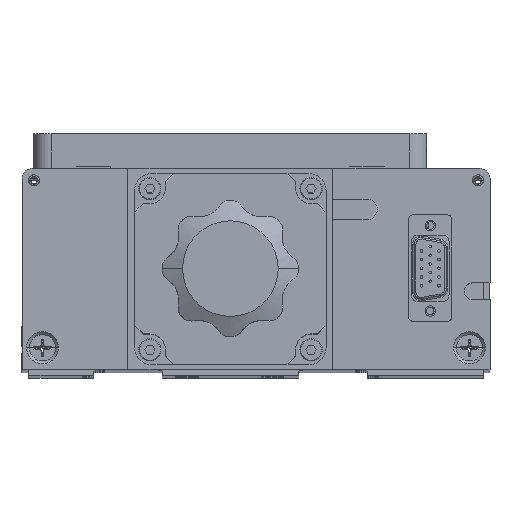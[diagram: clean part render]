
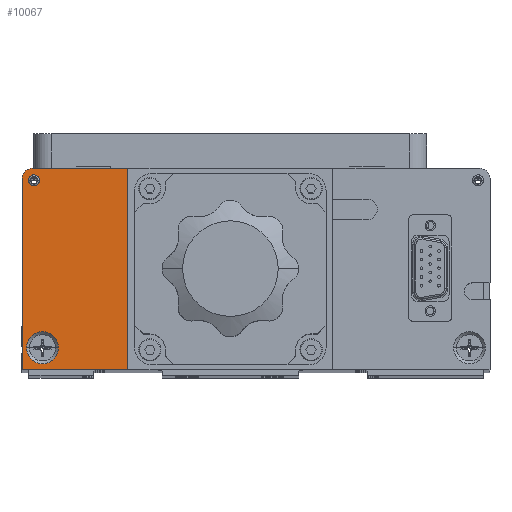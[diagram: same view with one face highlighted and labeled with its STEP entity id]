
A CAD part, top view. The second image highlights one B-rep face of the part: STEP entity #10067.
In plain terms, the highlighted planar face has unit normal (0, 0, 1).
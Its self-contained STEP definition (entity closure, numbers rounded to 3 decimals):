
#456 = VERTEX_POINT ( 'NONE', #27799 ) ;
#3684 = EDGE_CURVE ( 'NONE', #39801, #3914, #14554, .T. ) ;
#3727 = DIRECTION ( 'NONE',  ( 1., 0., 0. ) ) ;
#3914 = VERTEX_POINT ( 'NONE', #27842 ) ;
#4463 = CIRCLE ( 'NONE', #10150, 1.65 ) ;
#4906 = DIRECTION ( 'NONE',  ( 0., 0., 1. ) ) ;
#5066 = EDGE_CURVE ( 'NONE', #21475, #14318, #22890, .T. ) ;
#5494 = EDGE_LOOP ( 'NONE', ( #22972, #41449 ) ) ;
#5763 = EDGE_CURVE ( 'NONE', #40082, #21475, #33729, .T. ) ;
#6014 = VECTOR ( 'NONE', #13516, 1000. ) ;
#6825 = CARTESIAN_POINT ( 'NONE',  ( -68.611, 47.082, 254.5 ) ) ;
#7044 = DIRECTION ( 'NONE',  ( -1., 0., 0. ) ) ;
#7344 = CARTESIAN_POINT ( 'NONE',  ( -66.461, 46.582, 254.5 ) ) ;
#7511 = VECTOR ( 'NONE', #25289, 1000. ) ;
#7628 = VERTEX_POINT ( 'NONE', #7344 ) ;
#7845 = ORIENTED_EDGE ( 'NONE', *, *, #3684, .T. ) ;
#8741 = VECTOR ( 'NONE', #7044, 1000. ) ;
#9072 = ORIENTED_EDGE ( 'NONE', *, *, #27499, .F. ) ;
#10033 = FACE_OUTER_BOUND ( 'NONE', #17173, .T. ) ;
#10067 = ADVANCED_FACE ( 'NONE', ( #27359, #10033, #18743 ), #20671, .T. ) ;
#10124 = DIRECTION ( 'NONE',  ( 1., 0., 0. ) ) ;
#10150 = AXIS2_PLACEMENT_3D ( 'NONE', #17527, #40276, #20800 ) ;
#10573 = ORIENTED_EDGE ( 'NONE', *, *, #5066, .T. ) ;
#10704 = ORIENTED_EDGE ( 'NONE', *, *, #39144, .F. ) ;
#11115 = AXIS2_PLACEMENT_3D ( 'NONE', #38593, #19139, #41865 ) ;
#13516 = DIRECTION ( 'NONE',  ( 0., 1., 0. ) ) ;
#13723 = CARTESIAN_POINT ( 'NONE',  ( -65.611, -2.418, 254.5 ) ) ;
#13875 = EDGE_CURVE ( 'NONE', #14318, #39801, #42206, .T. ) ;
#14255 = CARTESIAN_POINT ( 'NONE',  ( -68.611, 47.082, 254.5 ) ) ;
#14318 = VERTEX_POINT ( 'NONE', #18301 ) ;
#14554 = LINE ( 'NONE', #26559, #23213 ) ;
#15581 = EDGE_CURVE ( 'NONE', #20733, #33447, #39971, .T. ) ;
#15799 = AXIS2_PLACEMENT_3D ( 'NONE', #14255, #37034, #17554 ) ;
#17006 = DIRECTION ( 'NONE',  ( 1., 0., 0. ) ) ;
#17173 = EDGE_LOOP ( 'NONE', ( #10573, #23728, #7845, #26790, #32257 ) ) ;
#17527 = CARTESIAN_POINT ( 'NONE',  ( -68.111, 46.582, 254.5 ) ) ;
#17554 = DIRECTION ( 'NONE',  ( 1., 0., 0. ) ) ;
#18301 = CARTESIAN_POINT ( 'NONE',  ( -71.611, 47.082, 254.5 ) ) ;
#18638 = CARTESIAN_POINT ( 'NONE',  ( -71.611, 47.082, 254.5 ) ) ;
#18743 = FACE_BOUND ( 'NONE', #31621, .T. ) ;
#19139 = DIRECTION ( 'NONE',  ( 0., 0., 1. ) ) ;
#19209 = CARTESIAN_POINT ( 'NONE',  ( -60.911, -2.418, 254.5 ) ) ;
#20053 = CARTESIAN_POINT ( 'NONE',  ( -40.611, 50.082, 254.5 ) ) ;
#20671 = PLANE ( 'NONE',  #15799 ) ;
#20733 = VERTEX_POINT ( 'NONE', #19209 ) ;
#20800 = DIRECTION ( 'NONE',  ( 1., 0., 0. ) ) ;
#21475 = VERTEX_POINT ( 'NONE', #39723 ) ;
#22132 = CARTESIAN_POINT ( 'NONE',  ( -70.311, -2.418, 254.5 ) ) ;
#22650 = CIRCLE ( 'NONE', #11115, 4.7 ) ;
#22890 = CIRCLE ( 'NONE', #30847, 3. ) ;
#22972 = ORIENTED_EDGE ( 'NONE', *, *, #15581, .F. ) ;
#23213 = VECTOR ( 'NONE', #3727, 1000. ) ;
#23728 = ORIENTED_EDGE ( 'NONE', *, *, #13875, .T. ) ;
#24451 = CARTESIAN_POINT ( 'NONE',  ( -68.111, 46.582, 254.5 ) ) ;
#25289 = DIRECTION ( 'NONE',  ( 0., -1., 0. ) ) ;
#26559 = CARTESIAN_POINT ( 'NONE',  ( -40.611, -8.918, 254.5 ) ) ;
#26790 = ORIENTED_EDGE ( 'NONE', *, *, #27355, .T. ) ;
#27355 = EDGE_CURVE ( 'NONE', #3914, #40082, #30991, .T. ) ;
#27359 = FACE_BOUND ( 'NONE', #5494, .T. ) ;
#27499 = EDGE_CURVE ( 'NONE', #456, #7628, #4463, .T. ) ;
#27610 = AXIS2_PLACEMENT_3D ( 'NONE', #24451, #4906, #27738 ) ;
#27738 = DIRECTION ( 'NONE',  ( 1., 0., 0. ) ) ;
#27799 = CARTESIAN_POINT ( 'NONE',  ( -69.761, 46.582, 254.5 ) ) ;
#27842 = CARTESIAN_POINT ( 'NONE',  ( -40.611, -8.918, 254.5 ) ) ;
#29653 = DIRECTION ( 'NONE',  ( 0., 0., 1. ) ) ;
#30188 = CARTESIAN_POINT ( 'NONE',  ( -40.611, 50.082, 254.5 ) ) ;
#30847 = AXIS2_PLACEMENT_3D ( 'NONE', #6825, #29653, #10124 ) ;
#30991 = LINE ( 'NONE', #33012, #6014 ) ;
#31621 = EDGE_LOOP ( 'NONE', ( #9072, #10704 ) ) ;
#32257 = ORIENTED_EDGE ( 'NONE', *, *, #5763, .T. ) ;
#33012 = CARTESIAN_POINT ( 'NONE',  ( -40.611, 50.082, 254.5 ) ) ;
#33447 = VERTEX_POINT ( 'NONE', #22132 ) ;
#33469 = EDGE_CURVE ( 'NONE', #33447, #20733, #22650, .T. ) ;
#33729 = LINE ( 'NONE', #20053, #8741 ) ;
#36486 = DIRECTION ( 'NONE',  ( 0., 0., 1. ) ) ;
#37034 = DIRECTION ( 'NONE',  ( 0., 0., 1. ) ) ;
#38593 = CARTESIAN_POINT ( 'NONE',  ( -65.611, -2.418, 254.5 ) ) ;
#39144 = EDGE_CURVE ( 'NONE', #7628, #456, #41999, .T. ) ;
#39723 = CARTESIAN_POINT ( 'NONE',  ( -68.611, 50.082, 254.5 ) ) ;
#39801 = VERTEX_POINT ( 'NONE', #41462 ) ;
#39971 = CIRCLE ( 'NONE', #40265, 4.7 ) ;
#40082 = VERTEX_POINT ( 'NONE', #30188 ) ;
#40265 = AXIS2_PLACEMENT_3D ( 'NONE', #13723, #36486, #17006 ) ;
#40276 = DIRECTION ( 'NONE',  ( 0., 0., 1. ) ) ;
#41449 = ORIENTED_EDGE ( 'NONE', *, *, #33469, .F. ) ;
#41462 = CARTESIAN_POINT ( 'NONE',  ( -71.611, -8.918, 254.5 ) ) ;
#41865 = DIRECTION ( 'NONE',  ( 1., 0., 0. ) ) ;
#41999 = CIRCLE ( 'NONE', #27610, 1.65 ) ;
#42206 = LINE ( 'NONE', #18638, #7511 ) ;
